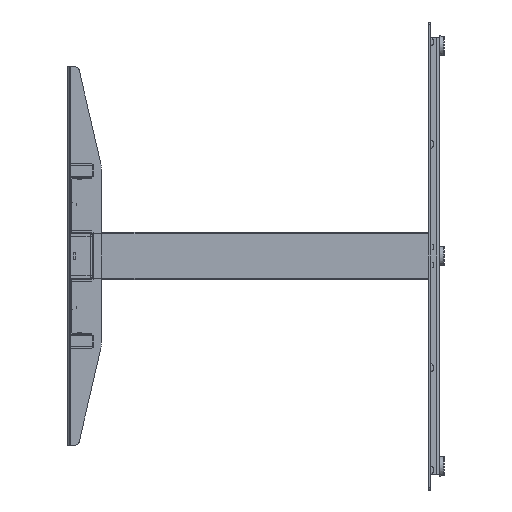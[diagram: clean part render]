
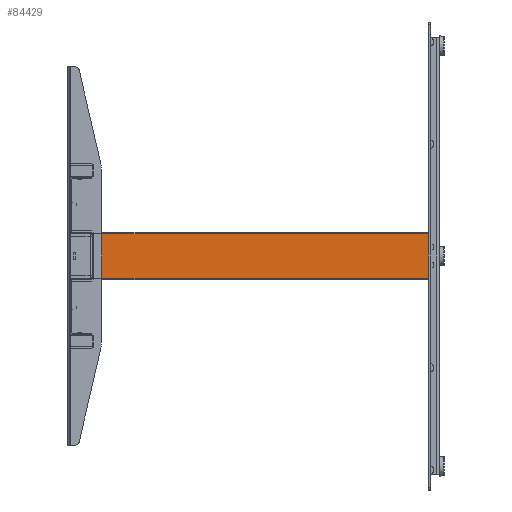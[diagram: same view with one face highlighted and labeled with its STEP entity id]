
A CAD part, left-side view. The second image highlights one B-rep face of the part: STEP entity #84429.
In plain terms, the highlighted planar face has unit normal (-1, 0, 0).
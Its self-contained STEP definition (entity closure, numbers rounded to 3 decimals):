
#1368 = DIRECTION ( 'NONE',  ( 1., 0., 0. ) ) ;
#2887 = EDGE_CURVE ( 'NONE', #63346, #78104, #40538, .T. ) ;
#4395 = DIRECTION ( 'NONE',  ( 0., 0., -1. ) ) ;
#5859 = CARTESIAN_POINT ( 'NONE',  ( -1886., 29.1, -42.5 ) ) ;
#7964 = ORIENTED_EDGE ( 'NONE', *, *, #12069, .T. ) ;
#12069 = EDGE_CURVE ( 'NONE', #102953, #78104, #76023, .T. ) ;
#19567 = AXIS2_PLACEMENT_3D ( 'NONE', #50699, #1368, #42041 ) ;
#19996 = ORIENTED_EDGE ( 'NONE', *, *, #2887, .F. ) ;
#23206 = ORIENTED_EDGE ( 'NONE', *, *, #78529, .T. ) ;
#25271 = PLANE ( 'NONE',  #19567 ) ;
#27253 = CARTESIAN_POINT ( 'NONE',  ( -1886., 666.1, -42.5 ) ) ;
#28340 = VECTOR ( 'NONE', #85232, 1000. ) ;
#30426 = LINE ( 'NONE', #88921, #75697 ) ;
#33713 = VECTOR ( 'NONE', #79245, 1000. ) ;
#39538 = VERTEX_POINT ( 'NONE', #94564 ) ;
#40163 = ORIENTED_EDGE ( 'NONE', *, *, #91959, .F. ) ;
#40538 = LINE ( 'NONE', #5859, #58740 ) ;
#42041 = DIRECTION ( 'NONE',  ( 0., 0., -1. ) ) ;
#50699 = CARTESIAN_POINT ( 'NONE',  ( -1886., 29.1, -42.5 ) ) ;
#51667 = CARTESIAN_POINT ( 'NONE',  ( -1886., 666.1, -42.5 ) ) ;
#58740 = VECTOR ( 'NONE', #105605, 1000. ) ;
#63346 = VERTEX_POINT ( 'NONE', #102428 ) ;
#65131 = CARTESIAN_POINT ( 'NONE',  ( -1886., 29.1, 42.5 ) ) ;
#75697 = VECTOR ( 'NONE', #4395, 1000. ) ;
#76023 = LINE ( 'NONE', #27253, #28340 ) ;
#78104 = VERTEX_POINT ( 'NONE', #51667 ) ;
#78529 = EDGE_CURVE ( 'NONE', #39538, #102953, #96091, .T. ) ;
#79245 = DIRECTION ( 'NONE',  ( 0., 1., 0. ) ) ;
#84296 = FACE_OUTER_BOUND ( 'NONE', #89667, .T. ) ;
#84429 = ADVANCED_FACE ( 'NONE', ( #84296 ), #25271, .F. ) ;
#85232 = DIRECTION ( 'NONE',  ( 0., 0., -1. ) ) ;
#85917 = CARTESIAN_POINT ( 'NONE',  ( -1886., 666.1, 42.5 ) ) ;
#88921 = CARTESIAN_POINT ( 'NONE',  ( -1886., 29.1, -42.5 ) ) ;
#89667 = EDGE_LOOP ( 'NONE', ( #7964, #19996, #40163, #23206 ) ) ;
#91959 = EDGE_CURVE ( 'NONE', #39538, #63346, #30426, .T. ) ;
#94564 = CARTESIAN_POINT ( 'NONE',  ( -1886., 29.1, 42.5 ) ) ;
#96091 = LINE ( 'NONE', #65131, #33713 ) ;
#102428 = CARTESIAN_POINT ( 'NONE',  ( -1886., 29.1, -42.5 ) ) ;
#102953 = VERTEX_POINT ( 'NONE', #85917 ) ;
#105605 = DIRECTION ( 'NONE',  ( 0., 1., 0. ) ) ;
